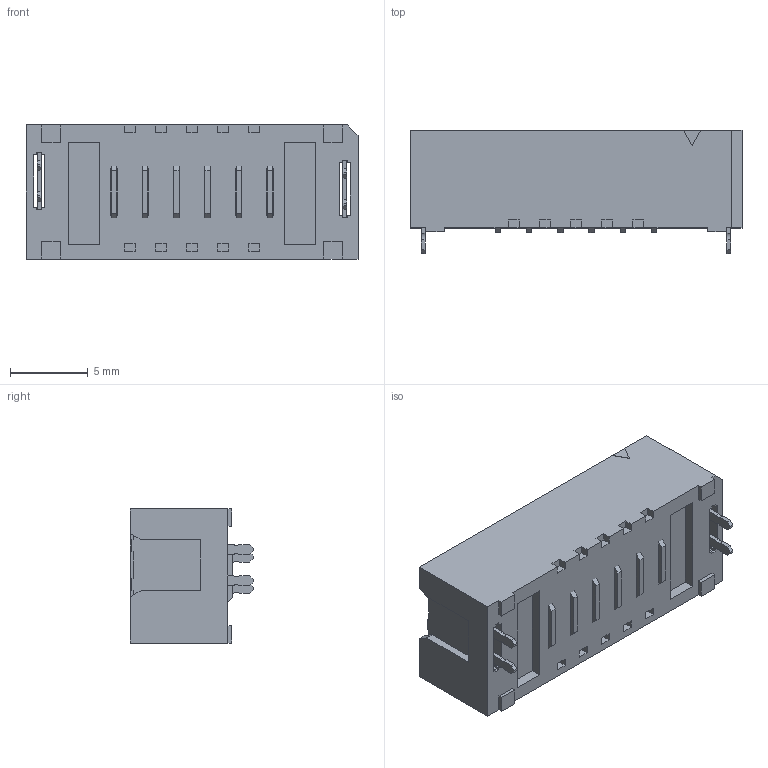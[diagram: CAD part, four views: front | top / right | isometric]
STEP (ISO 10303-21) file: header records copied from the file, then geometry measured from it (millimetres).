
FILE_DESCRIPTION(/* description */ ('STEP AP203'),/* implementation_level */ '2;1');
FILE_NAME(/* name */ 'UMPT-06-02.5-L-V-S-W-M-TR',/* time_stamp */ '2025-12-29T09:17:40+01:00',/* author */ ('License CC BY-ND 4.0'),/* organization */ ('CADENAS'),/* preprocessor_version */ 'ST-DEVELOPER v20',/* originating_system */ 'PARTsolutions',/* authorisation */ ' ');
FILE_SCHEMA (('CONFIG_CONTROL_DESIGN'));
Length unit declared in the file: millimetre
Products named in the file (3): UMPT-06-02.5-L-V-S-W-M-TR; 06-02.5-M-W_BODY; UMPT-06-02.5-S-_PINS
Assembly tree (2 placements, depth 2):
  UMPT-06-02.5-L-V-S-W-M-TR
    06-02.5-M-W_BODY
    UMPT-06-02.5-S-_PINS
Bounding box: 21.3 x 7.9 x 8.6 mm (x, y, z)
Volume: 649.8 mm3; surface area: 1555.1 mm2
Topology: 2 solids, 2 shells, 316 faces, 888 edges, 592 vertices
Faces by surface type: plane 308, cylinder 8
Entity records: 10087 total; most frequent: CARTESIAN_POINT 1799, ORIENTED_EDGE 1776, DIRECTION 1542, EDGE_CURVE 888, LINE 872, VECTOR 872, VERTEX_POINT 592, EDGE_LOOP 352
